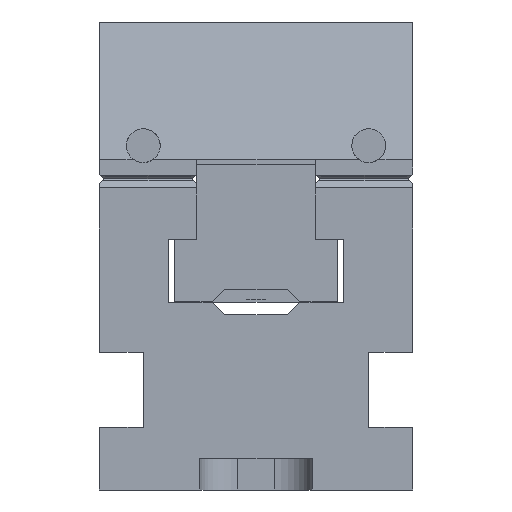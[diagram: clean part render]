
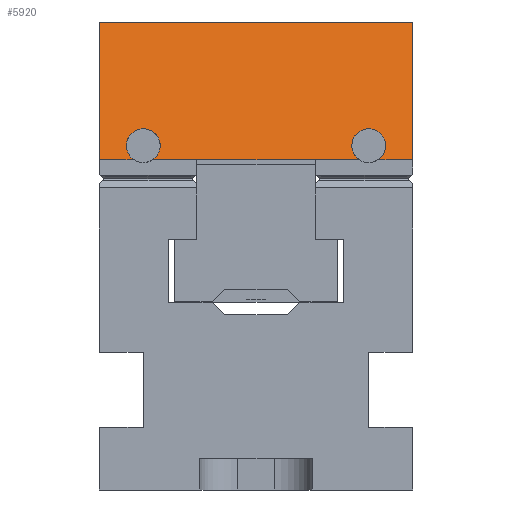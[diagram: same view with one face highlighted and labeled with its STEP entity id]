
A CAD part, front view. The second image highlights one B-rep face of the part: STEP entity #5920.
In plain terms, the highlighted face is planar.
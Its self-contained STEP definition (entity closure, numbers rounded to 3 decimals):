
#5920 = ADVANCED_FACE( '', ( #14060 ), #14061, .T. );
#14060 = FACE_OUTER_BOUND( '', #24560, .T. );
#14061 = PLANE( '', #24561 );
#24560 = EDGE_LOOP( '', ( #41956, #41957, #41958, #41959, #41960, #41961, #41962, #41963, #41964, #41965, #41966, #41967 ) );
#24561 = AXIS2_PLACEMENT_3D( '', #41968, #41969, #41970 );
#41956 = ORIENTED_EDGE( '', *, *, #71419, .F. );
#41957 = ORIENTED_EDGE( '', *, *, #71420, .T. );
#41958 = ORIENTED_EDGE( '', *, *, #71421, .F. );
#41959 = ORIENTED_EDGE( '', *, *, #71422, .T. );
#41960 = ORIENTED_EDGE( '', *, *, #71423, .F. );
#41961 = ORIENTED_EDGE( '', *, *, #69252, .F. );
#41962 = ORIENTED_EDGE( '', *, *, #71424, .T. );
#41963 = ORIENTED_EDGE( '', *, *, #71425, .T. );
#41964 = ORIENTED_EDGE( '', *, *, #71426, .F. );
#41965 = ORIENTED_EDGE( '', *, *, #71427, .T. );
#41966 = ORIENTED_EDGE( '', *, *, #71428, .F. );
#41967 = ORIENTED_EDGE( '', *, *, #66158, .F. );
#41968 = CARTESIAN_POINT( '', ( 25., 11.85, 12.5 ) );
#41969 = DIRECTION( '', ( 0., 0.966, 0.259 ) );
#41970 = DIRECTION( '', ( 0., -0.259, 0.966 ) );
#66158 = EDGE_CURVE( '', #80288, #80290, #80291, .T. );
#69252 = EDGE_CURVE( '', #85624, #85626, #85627, .T. );
#71419 = EDGE_CURVE( '', #89221, #80288, #89222, .T. );
#71420 = EDGE_CURVE( '', #89221, #89223, #89224, .T. );
#71421 = EDGE_CURVE( '', #89225, #89223, #89226, .T. );
#71422 = EDGE_CURVE( '', #89225, #89227, #89228, .T. );
#71423 = EDGE_CURVE( '', #85626, #89227, #89229, .T. );
#71424 = EDGE_CURVE( '', #85624, #89230, #89231, .T. );
#71425 = EDGE_CURVE( '', #89230, #89232, #89233, .T. );
#71426 = EDGE_CURVE( '', #89234, #89232, #89235, .T. );
#71427 = EDGE_CURVE( '', #89234, #89236, #89237, .T. );
#71428 = EDGE_CURVE( '', #80290, #89236, #89238, .T. );
#80288 = VERTEX_POINT( '', #101092 );
#80290 = VERTEX_POINT( '', #101095 );
#80291 = LINE( '', #101096, #101097 );
#85624 = VERTEX_POINT( '', #108864 );
#85626 = VERTEX_POINT( '', #108867 );
#85627 = LINE( '', #108868, #108869 );
#89221 = VERTEX_POINT( '', #114352 );
#89222 = LINE( '', #114353, #114354 );
#89223 = VERTEX_POINT( '', #114355 );
#89224 = LINE( '', #114356, #114357 );
#89225 = VERTEX_POINT( '', #114358 );
#89226 = ELLIPSE( '', #114359, 2.795, 2.7 );
#89227 = VERTEX_POINT( '', #114360 );
#89228 = LINE( '', #114361, #114362 );
#89229 = LINE( '', #114363, #114364 );
#89230 = VERTEX_POINT( '', #114365 );
#89231 = LINE( '', #114366, #114367 );
#89232 = VERTEX_POINT( '', #114368 );
#89233 = LINE( '', #114369, #114370 );
#89234 = VERTEX_POINT( '', #114371 );
#89235 = ELLIPSE( '', #114372, 2.795, 2.7 );
#89236 = VERTEX_POINT( '', #114373 );
#89237 = LINE( '', #114374, #114375 );
#89238 = LINE( '', #114376, #114377 );
#101092 = CARTESIAN_POINT( '', ( -9.5, 17.745, -9.5 ) );
#101095 = CARTESIAN_POINT( '', ( 9.5, 17.745, -9.5 ) );
#101096 = CARTESIAN_POINT( '', ( 25., 17.745, -9.5 ) );
#101097 = VECTOR( '', #129545, 1000. );
#108864 = CARTESIAN_POINT( '', ( 25., 11.85, 12.5 ) );
#108867 = CARTESIAN_POINT( '', ( -25., 11.85, 12.5 ) );
#108868 = CARTESIAN_POINT( '', ( 25., 11.85, 12.5 ) );
#108869 = VECTOR( '', #132175, 1000. );
#114352 = CARTESIAN_POINT( '', ( -9.5, 17.75, -9.519 ) );
#114353 = CARTESIAN_POINT( '', ( -9.5, 11.85, 12.5 ) );
#114354 = VECTOR( '', #134122, 1000. );
#114355 = CARTESIAN_POINT( '', ( -16.537, 17.75, -9.519 ) );
#114356 = CARTESIAN_POINT( '', ( 25., 17.75, -9.519 ) );
#114357 = VECTOR( '', #134123, 1000. );
#114358 = CARTESIAN_POINT( '', ( -19.463, 17.75, -9.519 ) );
#114359 = AXIS2_PLACEMENT_3D( '', #134124, #134125, #134126 );
#114360 = CARTESIAN_POINT( '', ( -25., 17.75, -9.519 ) );
#114361 = CARTESIAN_POINT( '', ( 25., 17.75, -9.519 ) );
#114362 = VECTOR( '', #134127, 1000. );
#114363 = CARTESIAN_POINT( '', ( -25., 11.85, 12.5 ) );
#114364 = VECTOR( '', #134128, 1000. );
#114365 = CARTESIAN_POINT( '', ( 25., 17.75, -9.519 ) );
#114366 = CARTESIAN_POINT( '', ( 25., 11.85, 12.5 ) );
#114367 = VECTOR( '', #134129, 1000. );
#114368 = CARTESIAN_POINT( '', ( 19.463, 17.75, -9.519 ) );
#114369 = CARTESIAN_POINT( '', ( 25., 17.75, -9.519 ) );
#114370 = VECTOR( '', #134130, 1000. );
#114371 = CARTESIAN_POINT( '', ( 16.537, 17.75, -9.519 ) );
#114372 = AXIS2_PLACEMENT_3D( '', #134131, #134132, #134133 );
#114373 = CARTESIAN_POINT( '', ( 9.5, 17.75, -9.519 ) );
#114374 = CARTESIAN_POINT( '', ( 25., 17.75, -9.519 ) );
#114375 = VECTOR( '', #134134, 1000. );
#114376 = CARTESIAN_POINT( '', ( 9.5, 11.85, 12.5 ) );
#114377 = VECTOR( '', #134135, 1000. );
#129545 = DIRECTION( '', ( 1., 0., 0. ) );
#132175 = DIRECTION( '', ( -1., 0., 0. ) );
#134122 = DIRECTION( '', ( 0., -0.259, 0.966 ) );
#134123 = DIRECTION( '', ( -1., 0., 0. ) );
#134124 = CARTESIAN_POINT( '', ( -18., 17.142, -7.25 ) );
#134125 = DIRECTION( '', ( 0., 0.966, 0.259 ) );
#134126 = DIRECTION( '', ( 0., 0.259, -0.966 ) );
#134127 = DIRECTION( '', ( -1., 0., 0. ) );
#134128 = DIRECTION( '', ( 0., 0.259, -0.966 ) );
#134129 = DIRECTION( '', ( 0., 0.259, -0.966 ) );
#134130 = DIRECTION( '', ( -1., 0., 0. ) );
#134131 = CARTESIAN_POINT( '', ( 18., 17.142, -7.25 ) );
#134132 = DIRECTION( '', ( 0., 0.966, 0.259 ) );
#134133 = DIRECTION( '', ( 0., 0.259, -0.966 ) );
#134134 = DIRECTION( '', ( -1., 0., 0. ) );
#134135 = DIRECTION( '', ( 0., 0.259, -0.966 ) );
